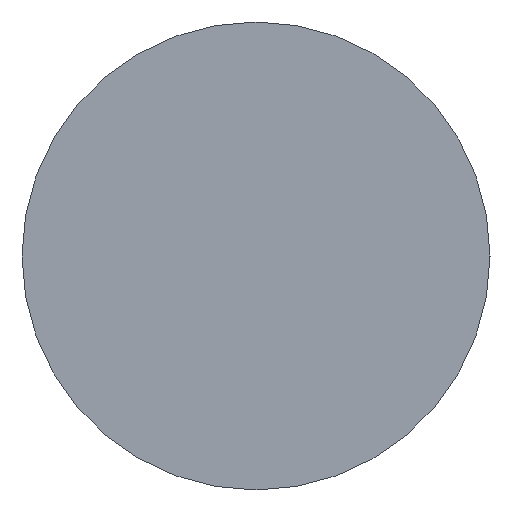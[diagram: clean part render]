
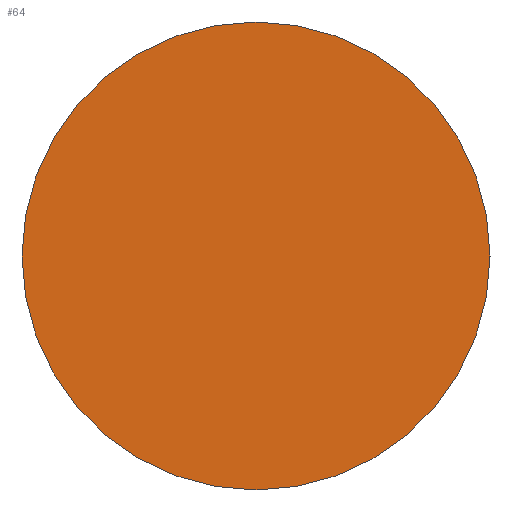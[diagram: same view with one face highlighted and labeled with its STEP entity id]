
A CAD part, left-side view. The second image highlights one B-rep face of the part: STEP entity #64.
In plain terms, the highlighted planar face has unit normal (-1, 0, 0).
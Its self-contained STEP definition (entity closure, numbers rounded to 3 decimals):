
#2 = PLANE ( 'NONE',  #17 ) ;
#8 = CARTESIAN_POINT ( 'NONE',  ( 0., 0., 25.4 ) ) ;
#13 = DIRECTION ( 'NONE',  ( -1., 0., 0. ) ) ;
#17 = AXIS2_PLACEMENT_3D ( 'NONE', #110, #158, #26 ) ;
#21 = DIRECTION ( 'NONE',  ( 0., 0., 1. ) ) ;
#26 = DIRECTION ( 'NONE',  ( 0., 0., -1. ) ) ;
#39 = CIRCLE ( 'NONE', #103, 25.4 ) ;
#49 = VERTEX_POINT ( 'NONE', #52 ) ;
#52 = CARTESIAN_POINT ( 'NONE',  ( 0., 0., -25.4 ) ) ;
#62 = CIRCLE ( 'NONE', #72, 25.4 ) ;
#64 = ADVANCED_FACE ( 'NONE', ( #98 ), #2, .F. ) ;
#72 = AXIS2_PLACEMENT_3D ( 'NONE', #125, #13, #106 ) ;
#93 = EDGE_LOOP ( 'NONE', ( #111, #120 ) ) ;
#98 = FACE_OUTER_BOUND ( 'NONE', #93, .T. ) ;
#102 = CARTESIAN_POINT ( 'NONE',  ( 0., 0., 0. ) ) ;
#103 = AXIS2_PLACEMENT_3D ( 'NONE', #102, #121, #21 ) ;
#106 = DIRECTION ( 'NONE',  ( 0., 0., 1. ) ) ;
#110 = CARTESIAN_POINT ( 'NONE',  ( 0., 0., 0. ) ) ;
#111 = ORIENTED_EDGE ( 'NONE', *, *, #146, .T. ) ;
#120 = ORIENTED_EDGE ( 'NONE', *, *, #159, .T. ) ;
#121 = DIRECTION ( 'NONE',  ( -1., 0., 0. ) ) ;
#125 = CARTESIAN_POINT ( 'NONE',  ( 0., 0., 0. ) ) ;
#146 = EDGE_CURVE ( 'NONE', #151, #49, #39, .T. ) ;
#151 = VERTEX_POINT ( 'NONE', #8 ) ;
#158 = DIRECTION ( 'NONE',  ( 1., 0., 0. ) ) ;
#159 = EDGE_CURVE ( 'NONE', #49, #151, #62, .T. ) ;
